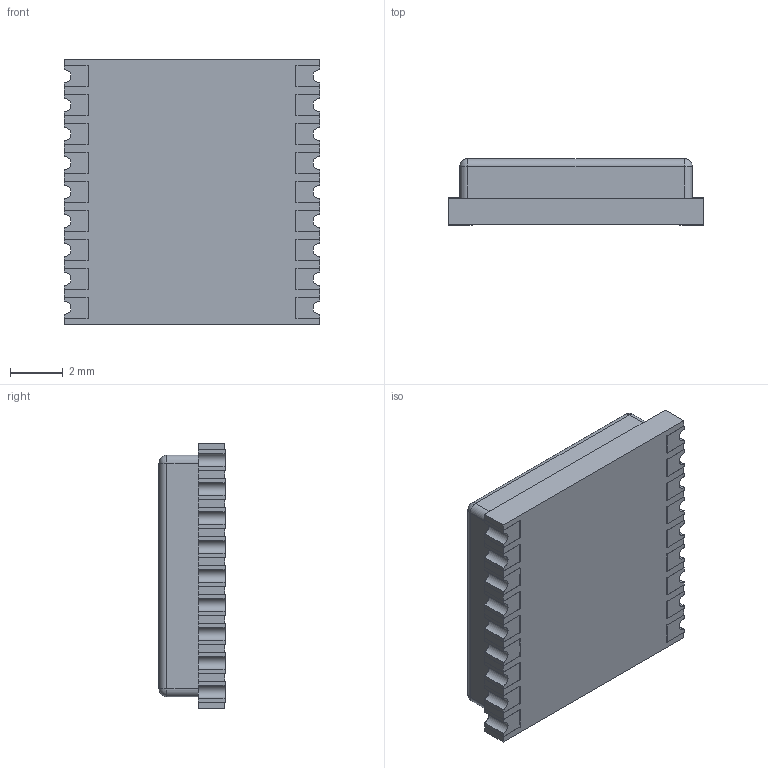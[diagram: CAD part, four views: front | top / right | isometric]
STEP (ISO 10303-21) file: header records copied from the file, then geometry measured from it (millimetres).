
FILE_DESCRIPTION (( 'STEP AP214' ), '1' );
FILE_NAME ('L70.STEP', '2014-07-29T18:57:15', ( '' ), ( '' ), 'SwSTEP 2.0', 'SolidWorks 2012', '' );
FILE_SCHEMA (( 'AUTOMOTIVE_DESIGN' ));
Length unit declared in the file: millimetre
Products named in the file (1): L70
Bounding box: 9.72 x 2.51 x 10.1 mm (x, y, z)
Volume: 217.3 mm3; surface area: 287.8 mm2
Topology: 1 solids, 1 shells, 329 faces, 916 edges, 586 vertices
Faces by surface type: plane 245, cylinder 80, sphere 4
Entity records: 13607 total; most frequent: CARTESIAN_POINT 1828, ORIENTED_EDGE 1824, DIRECTION 1768, EDGE_CURVE 912, VECTOR 716, LINE 716, VERTEX_POINT 586, AXIS2_PLACEMENT_3D 526
